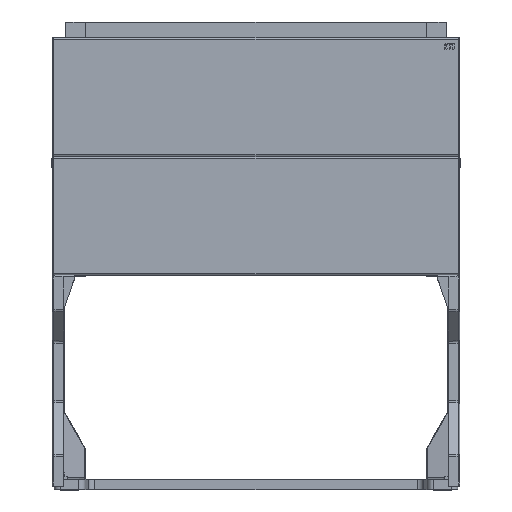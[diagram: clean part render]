
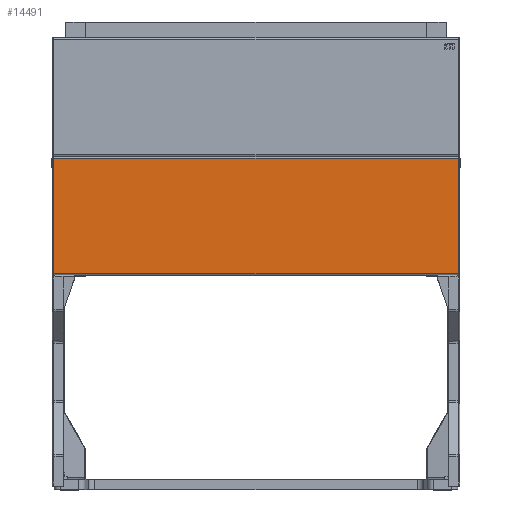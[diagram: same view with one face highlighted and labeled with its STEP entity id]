
A CAD part, top view. The second image highlights one B-rep face of the part: STEP entity #14491.
In plain terms, the highlighted planar face has unit normal (0, 0, 1).
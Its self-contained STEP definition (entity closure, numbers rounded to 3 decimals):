
#10370=DIRECTION('',(1.,0.,0.));
#10371=VECTOR('',#10370,784.);
#10372=CARTESIAN_POINT('',(-392.,112.,26.));
#10373=LINE('',#10372,#10371);
#10460=DIRECTION('',(-1.,0.,0.));
#10461=VECTOR('',#10460,784.);
#10462=CARTESIAN_POINT('',(392.,-112.,26.));
#10463=LINE('',#10462,#10461);
#10498=DIRECTION('',(0.,1.,0.));
#10499=VECTOR('',#10498,224.);
#10500=CARTESIAN_POINT('',(-392.,-112.,26.));
#10501=LINE('',#10500,#10499);
#10512=DIRECTION('',(0.,-1.,0.));
#10513=VECTOR('',#10512,224.);
#10514=CARTESIAN_POINT('',(392.,112.,26.));
#10515=LINE('',#10514,#10513);
#11768=CARTESIAN_POINT('',(-392.,112.,26.));
#11769=CARTESIAN_POINT('',(392.,112.,26.));
#11770=VERTEX_POINT('',#11768);
#11771=VERTEX_POINT('',#11769);
#12030=CARTESIAN_POINT('',(-392.,-112.,26.));
#12031=VERTEX_POINT('',#12030);
#12090=CARTESIAN_POINT('',(392.,-112.,26.));
#12091=VERTEX_POINT('',#12090);
#14479=CARTESIAN_POINT('',(392.,112.,26.));
#14480=DIRECTION('',(0.,0.,-1.));
#14481=DIRECTION('',(-1.,0.,0.));
#14482=AXIS2_PLACEMENT_3D('',#14479,#14480,#14481);
#14483=PLANE('',#14482);
#14484=ORIENTED_EDGE('',*,*,#14424,.T.);
#14485=ORIENTED_EDGE('',*,*,#14464,.T.);
#14486=ORIENTED_EDGE('',*,*,#14304,.T.);
#14488=ORIENTED_EDGE('',*,*,#14487,.T.);
#14489=EDGE_LOOP('',(#14484,#14485,#14486,#14488));
#14490=FACE_OUTER_BOUND('',#14489,.F.);
#14304=EDGE_CURVE('',#11770,#11771,#10373,.T.);
#14424=EDGE_CURVE('',#12091,#12031,#10463,.T.);
#14464=EDGE_CURVE('',#12031,#11770,#10501,.T.);
#14487=EDGE_CURVE('',#11771,#12091,#10515,.T.);
#14491=ADVANCED_FACE('',(#14490),#14483,.F.);
